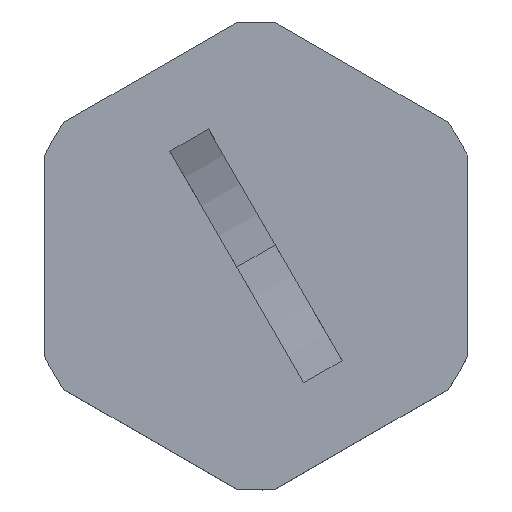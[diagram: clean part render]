
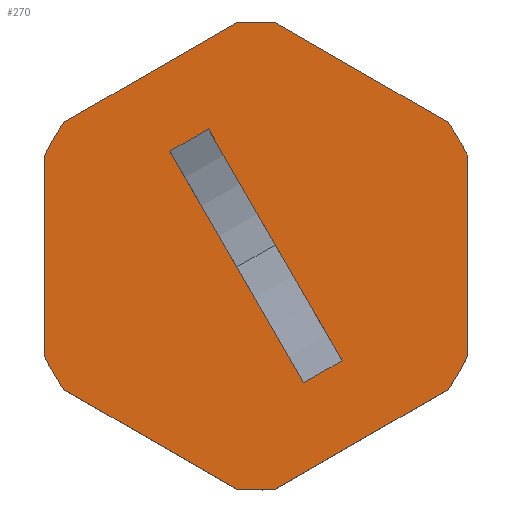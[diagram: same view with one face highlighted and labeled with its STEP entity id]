
A CAD part, top view. The second image highlights one B-rep face of the part: STEP entity #270.
In plain terms, the highlighted planar face has unit normal (0, 0, 1).
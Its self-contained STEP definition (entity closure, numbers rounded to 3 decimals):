
#148=AXIS2_PLACEMENT_3D('Plane Axis2P3D',#145,#146,#147) ;
#161=AXIS2_PLACEMENT_3D('Circle Axis2P3D',#159,#160,$) ;
#175=AXIS2_PLACEMENT_3D('Circle Axis2P3D',#173,#174,$) ;
#189=AXIS2_PLACEMENT_3D('Circle Axis2P3D',#187,#188,$) ;
#196=AXIS2_PLACEMENT_3D('Circle Axis2P3D',#194,#195,$) ;
#210=AXIS2_PLACEMENT_3D('Circle Axis2P3D',#208,#209,$) ;
#224=AXIS2_PLACEMENT_3D('Circle Axis2P3D',#222,#223,$) ;
#238=AXIS2_PLACEMENT_3D('Circle Axis2P3D',#236,#237,$) ;
#245=AXIS2_PLACEMENT_3D('Circle Axis2P3D',#243,#244,$) ;
#40=CARTESIAN_POINT('Vertex',(13.366,5.804,19.)) ;
#56=CARTESIAN_POINT('Vertex',(11.634,4.804,19.)) ;
#59=CARTESIAN_POINT('Line Origine',(13.366,5.804,19.)) ;
#84=CARTESIAN_POINT('Line Origine',(10.366,11.,19.)) ;
#88=CARTESIAN_POINT('Vertex',(7.366,16.196,19.)) ;
#108=CARTESIAN_POINT('Line Origine',(7.366,16.196,19.)) ;
#112=CARTESIAN_POINT('Vertex',(5.634,15.196,19.)) ;
#133=CARTESIAN_POINT('Line Origine',(8.634,10.,19.)) ;
#145=CARTESIAN_POINT('Axis2P3D Location',(9.5,10.5,19.)) ;
#150=CARTESIAN_POINT('Line Origine',(4.75,2.273,19.)) ;
#154=CARTESIAN_POINT('Vertex',(0.877,4.509,19.)) ;
#156=CARTESIAN_POINT('Vertex',(8.623,0.037,19.)) ;
#159=CARTESIAN_POINT('Axis2P3D Location',(9.5,10.5,19.)) ;
#163=CARTESIAN_POINT('Vertex',(10.377,0.037,19.)) ;
#166=CARTESIAN_POINT('Line Origine',(14.25,2.273,19.)) ;
#170=CARTESIAN_POINT('Vertex',(18.123,4.509,19.)) ;
#173=CARTESIAN_POINT('Axis2P3D Location',(9.5,10.5,19.)) ;
#177=CARTESIAN_POINT('Vertex',(19.,6.028,19.)) ;
#180=CARTESIAN_POINT('Line Origine',(19.,10.5,19.)) ;
#184=CARTESIAN_POINT('Vertex',(19.,14.972,19.)) ;
#187=CARTESIAN_POINT('Axis2P3D Location',(9.5,10.5,19.)) ;
#191=CARTESIAN_POINT('Vertex',(18.593,15.75,19.)) ;
#194=CARTESIAN_POINT('Axis2P3D Location',(9.5,10.5,19.)) ;
#198=CARTESIAN_POINT('Vertex',(18.123,16.491,19.)) ;
#201=CARTESIAN_POINT('Line Origine',(14.25,18.727,19.)) ;
#205=CARTESIAN_POINT('Vertex',(10.377,20.963,19.)) ;
#208=CARTESIAN_POINT('Axis2P3D Location',(9.5,10.5,19.)) ;
#212=CARTESIAN_POINT('Vertex',(8.623,20.963,19.)) ;
#215=CARTESIAN_POINT('Line Origine',(4.75,18.727,19.)) ;
#219=CARTESIAN_POINT('Vertex',(0.877,16.491,19.)) ;
#222=CARTESIAN_POINT('Axis2P3D Location',(9.5,10.5,19.)) ;
#226=CARTESIAN_POINT('Vertex',(0.,14.972,19.)) ;
#229=CARTESIAN_POINT('Line Origine',(0.,10.5,19.)) ;
#233=CARTESIAN_POINT('Vertex',(0.,6.028,19.)) ;
#236=CARTESIAN_POINT('Axis2P3D Location',(9.5,10.5,19.)) ;
#240=CARTESIAN_POINT('Vertex',(0.407,5.25,19.)) ;
#243=CARTESIAN_POINT('Axis2P3D Location',(9.5,10.5,19.)) ;
#60=DIRECTION('Vector Direction',(-0.866,-0.5,0.)) ;
#85=DIRECTION('Vector Direction',(0.5,-0.866,0.)) ;
#109=DIRECTION('Vector Direction',(-0.866,-0.5,0.)) ;
#134=DIRECTION('Vector Direction',(0.5,-0.866,0.)) ;
#146=DIRECTION('Axis2P3D Direction',(0.,0.,-1.)) ;
#147=DIRECTION('Axis2P3D XDirection',(0.866,0.5,0.)) ;
#151=DIRECTION('Vector Direction',(0.866,-0.5,0.)) ;
#160=DIRECTION('Axis2P3D Direction',(0.,0.,-1.)) ;
#167=DIRECTION('Vector Direction',(0.866,0.5,0.)) ;
#174=DIRECTION('Axis2P3D Direction',(0.,0.,-1.)) ;
#181=DIRECTION('Vector Direction',(0.,1.,0.)) ;
#188=DIRECTION('Axis2P3D Direction',(0.,0.,-1.)) ;
#195=DIRECTION('Axis2P3D Direction',(0.,0.,-1.)) ;
#202=DIRECTION('Vector Direction',(-0.866,0.5,0.)) ;
#209=DIRECTION('Axis2P3D Direction',(0.,0.,-1.)) ;
#216=DIRECTION('Vector Direction',(-0.866,-0.5,0.)) ;
#223=DIRECTION('Axis2P3D Direction',(0.,0.,-1.)) ;
#230=DIRECTION('Vector Direction',(0.,-1.,0.)) ;
#237=DIRECTION('Axis2P3D Direction',(0.,0.,-1.)) ;
#244=DIRECTION('Axis2P3D Direction',(0.,0.,-1.)) ;
#61=VECTOR('Line Direction',#60,1.) ;
#86=VECTOR('Line Direction',#85,1.) ;
#110=VECTOR('Line Direction',#109,1.) ;
#135=VECTOR('Line Direction',#134,1.) ;
#152=VECTOR('Line Direction',#151,1.) ;
#168=VECTOR('Line Direction',#167,1.) ;
#182=VECTOR('Line Direction',#181,1.) ;
#203=VECTOR('Line Direction',#202,1.) ;
#217=VECTOR('Line Direction',#216,1.) ;
#231=VECTOR('Line Direction',#230,1.) ;
#249=ORIENTED_EDGE('',*,*,#158,.T.) ;
#250=ORIENTED_EDGE('',*,*,#165,.F.) ;
#251=ORIENTED_EDGE('',*,*,#172,.T.) ;
#252=ORIENTED_EDGE('',*,*,#179,.F.) ;
#253=ORIENTED_EDGE('',*,*,#186,.T.) ;
#254=ORIENTED_EDGE('',*,*,#193,.F.) ;
#255=ORIENTED_EDGE('',*,*,#200,.F.) ;
#256=ORIENTED_EDGE('',*,*,#207,.T.) ;
#257=ORIENTED_EDGE('',*,*,#214,.F.) ;
#258=ORIENTED_EDGE('',*,*,#221,.T.) ;
#259=ORIENTED_EDGE('',*,*,#228,.F.) ;
#260=ORIENTED_EDGE('',*,*,#235,.T.) ;
#261=ORIENTED_EDGE('',*,*,#242,.F.) ;
#262=ORIENTED_EDGE('',*,*,#247,.F.) ;
#265=ORIENTED_EDGE('',*,*,#114,.F.) ;
#266=ORIENTED_EDGE('',*,*,#90,.T.) ;
#267=ORIENTED_EDGE('',*,*,#63,.F.) ;
#268=ORIENTED_EDGE('',*,*,#137,.F.) ;
#269=FACE_BOUND('',#264,.T.) ;
#270=ADVANCED_FACE('Schnitt-Linear austragen5',(#263,#269),#149,.F.) ;
#162=CIRCLE('generated circle',#161,10.5) ;
#176=CIRCLE('generated circle',#175,10.5) ;
#190=CIRCLE('generated circle',#189,10.5) ;
#197=CIRCLE('generated circle',#196,10.5) ;
#211=CIRCLE('generated circle',#210,10.5) ;
#225=CIRCLE('generated circle',#224,10.5) ;
#239=CIRCLE('generated circle',#238,10.5) ;
#246=CIRCLE('generated circle',#245,10.5) ;
#63=EDGE_CURVE('',#57,#41,#62,.F.) ;
#90=EDGE_CURVE('',#89,#41,#87,.T.) ;
#114=EDGE_CURVE('',#89,#113,#111,.T.) ;
#137=EDGE_CURVE('',#113,#57,#136,.T.) ;
#158=EDGE_CURVE('',#155,#157,#153,.T.) ;
#165=EDGE_CURVE('',#164,#157,#162,.T.) ;
#172=EDGE_CURVE('',#164,#171,#169,.T.) ;
#179=EDGE_CURVE('',#178,#171,#176,.T.) ;
#186=EDGE_CURVE('',#178,#185,#183,.T.) ;
#193=EDGE_CURVE('',#192,#185,#190,.T.) ;
#200=EDGE_CURVE('',#199,#192,#197,.T.) ;
#207=EDGE_CURVE('',#199,#206,#204,.T.) ;
#214=EDGE_CURVE('',#213,#206,#211,.T.) ;
#221=EDGE_CURVE('',#213,#220,#218,.T.) ;
#228=EDGE_CURVE('',#227,#220,#225,.T.) ;
#235=EDGE_CURVE('',#227,#234,#232,.T.) ;
#242=EDGE_CURVE('',#241,#234,#239,.T.) ;
#247=EDGE_CURVE('',#155,#241,#246,.T.) ;
#248=EDGE_LOOP('',(#249,#250,#251,#252,#253,#254,#255,#256,#257,#258,#259,#260,#261,#262)) ;
#264=EDGE_LOOP('',(#265,#266,#267,#268)) ;
#263=FACE_OUTER_BOUND('',#248,.T.) ;
#62=LINE('Line',#59,#61) ;
#87=LINE('Line',#84,#86) ;
#111=LINE('Line',#108,#110) ;
#136=LINE('Line',#133,#135) ;
#153=LINE('Line',#150,#152) ;
#169=LINE('Line',#166,#168) ;
#183=LINE('Line',#180,#182) ;
#204=LINE('Line',#201,#203) ;
#218=LINE('Line',#215,#217) ;
#232=LINE('Line',#229,#231) ;
#149=PLANE('',#148) ;
#41=VERTEX_POINT('',#40) ;
#57=VERTEX_POINT('',#56) ;
#89=VERTEX_POINT('',#88) ;
#113=VERTEX_POINT('',#112) ;
#155=VERTEX_POINT('',#154) ;
#157=VERTEX_POINT('',#156) ;
#164=VERTEX_POINT('',#163) ;
#171=VERTEX_POINT('',#170) ;
#178=VERTEX_POINT('',#177) ;
#185=VERTEX_POINT('',#184) ;
#192=VERTEX_POINT('',#191) ;
#199=VERTEX_POINT('',#198) ;
#206=VERTEX_POINT('',#205) ;
#213=VERTEX_POINT('',#212) ;
#220=VERTEX_POINT('',#219) ;
#227=VERTEX_POINT('',#226) ;
#234=VERTEX_POINT('',#233) ;
#241=VERTEX_POINT('',#240) ;
